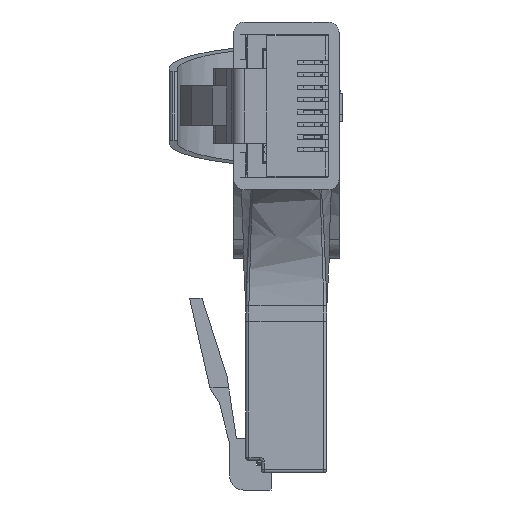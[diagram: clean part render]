
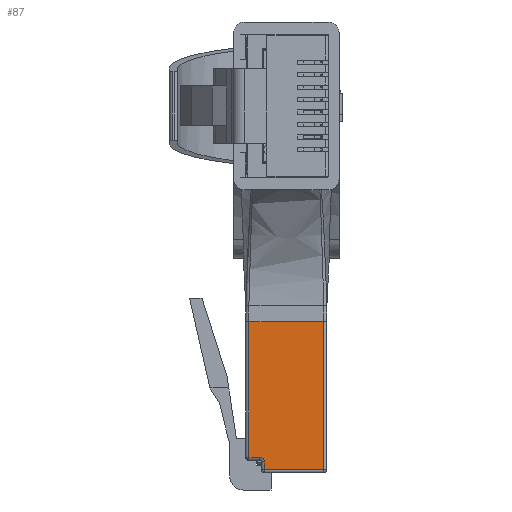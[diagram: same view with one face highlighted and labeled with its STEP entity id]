
A CAD part, left-side view. The second image highlights one B-rep face of the part: STEP entity #87.
In plain terms, the highlighted face is planar.
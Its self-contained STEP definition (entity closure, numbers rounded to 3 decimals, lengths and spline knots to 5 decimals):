
#87 = ADVANCED_FACE ( 'NONE', ( #18807 ), #24804, .T. ) ;
#2795 = VERTEX_POINT ( 'NONE', #40764 ) ;
#2798 = VERTEX_POINT ( 'NONE', #40767 ) ;
#2846 = VERTEX_POINT ( 'NONE', #40815 ) ;
#2849 = VERTEX_POINT ( 'NONE', #40818 ) ;
#2850 = VERTEX_POINT ( 'NONE', #40819 ) ;
#2853 = VERTEX_POINT ( 'NONE', #40822 ) ;
#2854 = VERTEX_POINT ( 'NONE', #40823 ) ;
#4773 = EDGE_CURVE ( 'NONE', #2795, #2798, #42476, .T. ) ;
#4918 = EDGE_CURVE ( 'NONE', #2846, #2849, #42590, .T. ) ;
#4920 = EDGE_CURVE ( 'NONE', #2849, #2795, #42592, .T. ) ;
#4923 = EDGE_CURVE ( 'NONE', #2798, #2850, #42594, .T. ) ;
#4925 = EDGE_CURVE ( 'NONE', #2850, #2853, #42596, .T. ) ;
#4927 = EDGE_CURVE ( 'NONE', #2853, #2854, #42598, .T. ) ;
#4930 = EDGE_CURVE ( 'NONE', #2854, #2846, #42600, .T. ) ;
#7320 = ORIENTED_EDGE ( 'NONE', *, *, #4918, .T. ) ;
#7321 = ORIENTED_EDGE ( 'NONE', *, *, #4920, .T. ) ;
#7322 = ORIENTED_EDGE ( 'NONE', *, *, #4773, .T. ) ;
#7323 = ORIENTED_EDGE ( 'NONE', *, *, #4923, .T. ) ;
#7324 = ORIENTED_EDGE ( 'NONE', *, *, #4925, .T. ) ;
#7325 = ORIENTED_EDGE ( 'NONE', *, *, #4927, .T. ) ;
#7326 = ORIENTED_EDGE ( 'NONE', *, *, #4930, .T. ) ;
#7475 = EDGE_LOOP ( 'NONE', ( #7320, #7321, #7322, #7323, #7324, #7325, #7326 ) ) ;
#18807 = FACE_OUTER_BOUND ( 'NONE', #7475, .T. ) ;
#21674 = AXIS2_PLACEMENT_3D ( 'NONE', #24802, #24807, #24808 ) ;
#24802 = CARTESIAN_POINT ( 'NONE',  ( 0.23, 0.13, -0.485 ) ) ;
#24804 = PLANE ( 'NONE',  #21674 ) ;
#24807 = DIRECTION ( 'NONE',  ( 1., 0., 0. ) ) ;
#24808 = DIRECTION ( 'NONE',  ( 0., 1., 0. ) ) ;
#37159 = AXIS2_PLACEMENT_3D ( 'NONE', #44536, #44537, #44538 ) ;
#40764 = CARTESIAN_POINT ( 'NONE',  ( 0.23, -0.12, -0.485 ) ) ;
#40767 = CARTESIAN_POINT ( 'NONE',  ( 0.23, 0.12, -0.485 ) ) ;
#40815 = CARTESIAN_POINT ( 'NONE',  ( 0.23, 0.07, -0.01 ) ) ;
#40818 = CARTESIAN_POINT ( 'NONE',  ( 0.23, -0.12, -0.01 ) ) ;
#40819 = CARTESIAN_POINT ( 'NONE',  ( 0.23, 0.12, -0.05 ) ) ;
#40822 = CARTESIAN_POINT ( 'NONE',  ( 0.23, 0.085, -0.05 ) ) ;
#40823 = CARTESIAN_POINT ( 'NONE',  ( 0.23, 0.07, -0.035 ) ) ;
#42476 = LINE ( 'NONE', #44389, #42478 ) ;
#42478 = VECTOR ( 'NONE', #44385, 39.37008 ) ;
#42590 = LINE ( 'NONE', #44526, #42593 ) ;
#42592 = LINE ( 'NONE', #44528, #42595 ) ;
#42593 = VECTOR ( 'NONE', #44527, 39.37008 ) ;
#42594 = LINE ( 'NONE', #44530, #42597 ) ;
#42595 = VECTOR ( 'NONE', #44529, 39.37008 ) ;
#42596 = LINE ( 'NONE', #44532, #42599 ) ;
#42597 = VECTOR ( 'NONE', #44531, 39.37008 ) ;
#42598 = CIRCLE ( 'NONE', #37159, 0.015 ) ;
#42599 = VECTOR ( 'NONE', #44533, 39.37008 ) ;
#42600 = LINE ( 'NONE', #44511, #42602 ) ;
#42602 = VECTOR ( 'NONE', #44512, 39.37008 ) ;
#44385 = DIRECTION ( 'NONE',  ( 0., 1., 0. ) ) ;
#44389 = CARTESIAN_POINT ( 'NONE',  ( 0.23, 0.13, -0.485 ) ) ;
#44511 = CARTESIAN_POINT ( 'NONE',  ( 0.23, 0.07, -0.485 ) ) ;
#44512 = DIRECTION ( 'NONE',  ( 0., 0., 1. ) ) ;
#44526 = CARTESIAN_POINT ( 'NONE',  ( 0.23, 0.13, -0.01 ) ) ;
#44527 = DIRECTION ( 'NONE',  ( 0., -1., 0. ) ) ;
#44528 = CARTESIAN_POINT ( 'NONE',  ( 0.23, -0.12, -0.485 ) ) ;
#44529 = DIRECTION ( 'NONE',  ( 0., 0., -1. ) ) ;
#44530 = CARTESIAN_POINT ( 'NONE',  ( 0.23, 0.12, -0.485 ) ) ;
#44531 = DIRECTION ( 'NONE',  ( 0., 0., 1. ) ) ;
#44532 = CARTESIAN_POINT ( 'NONE',  ( 0.23, 0.13, -0.05 ) ) ;
#44533 = DIRECTION ( 'NONE',  ( 0., -1., 0. ) ) ;
#44536 = CARTESIAN_POINT ( 'NONE',  ( 0.23, 0.085, -0.035 ) ) ;
#44537 = DIRECTION ( 'NONE',  ( -1., 0., 0. ) ) ;
#44538 = DIRECTION ( 'NONE',  ( 0., 1., 0. ) ) ;
